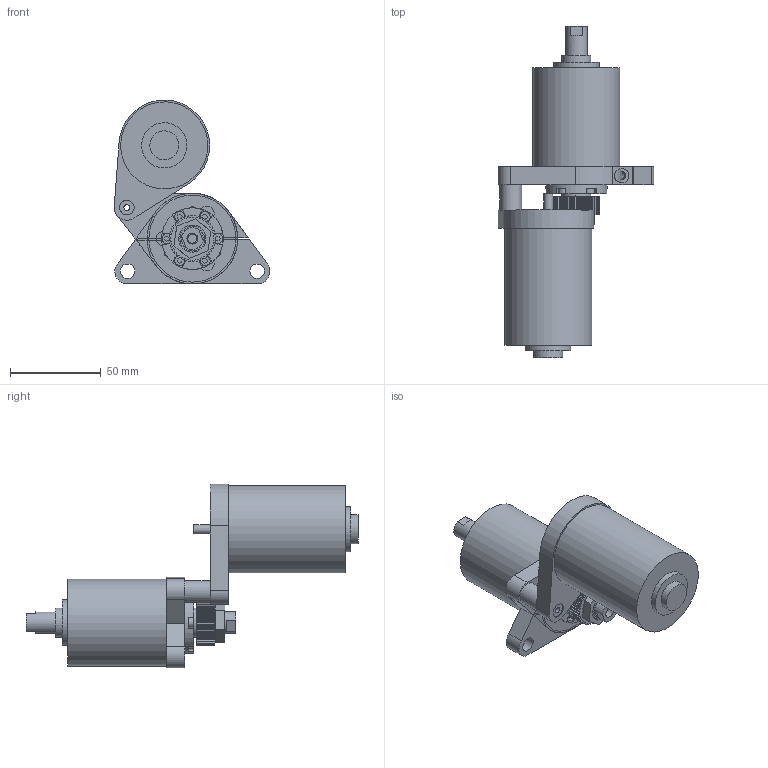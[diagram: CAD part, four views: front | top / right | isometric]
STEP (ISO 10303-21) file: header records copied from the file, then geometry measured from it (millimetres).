
FILE_DESCRIPTION( ( 'Unknown' ), '1' );
FILE_NAME( 'calosc.stp', 'Unknown', ( 'Unknown' ), ( 'Unknown' ), 'PSStep 14.0', 'Unknown', ' ' );
FILE_SCHEMA( ( 'AUTOMOTIVE_DESIGN { 1 0 10303 214 1 1 1 1 }' ) );
Length unit declared in the file: millimetre
Products named in the file (16): Assem1; tuleja; pokrywa; lozysko_12x24; sruba_M3x16; dystans_zewnetrzny; wrzeciono; zacisk_tarczy2; kolo_zebate_wrzeciona; zacisk_tarczy2_nakretka; silnik; holder_sp; holder_mot; holder_zawias; zacisk2; dystans
Bounding box: 85.86 x 183 x 101.38 mm (x, y, z)
Volume: 412773.4 mm3; surface area: 134480.1 mm2
Topology: 43 solids, 43 shells, 1060 faces, 2588 edges, 1719 vertices
Faces by surface type: plane 679, cylinder 351, cone 26, torus 4
Full cylindrical faces by diameter (mm): 2.459 x48, 3 x13, 3.242 x12, 3.5 x18, 4.5 x8, 4.917 x4, 5 x2, 5.5 x13, 6 x2, 8 x14, 11.96 x2, 11.98 x2, 12 x13, 13.6 x2, 13.7 x2, 14 x2, 15 x10, 16 x7, 18 x4, 19 x2, 20 x2, 21 x12, 23 x2, 24 x12, 25 x4, 34 x5, 48 x2
Entity records: 16394 total; most frequent: CARTESIAN_POINT 2249, DIRECTION 2248, ORIENTED_EDGE 1960, EDGE_CURVE 980, AXIS2_PLACEMENT_3D 821, VERTEX_POINT 706, EDGE_LOOP 619, LINE 606
